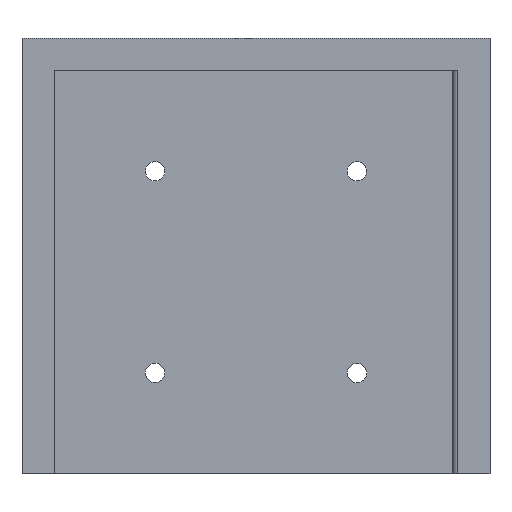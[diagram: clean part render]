
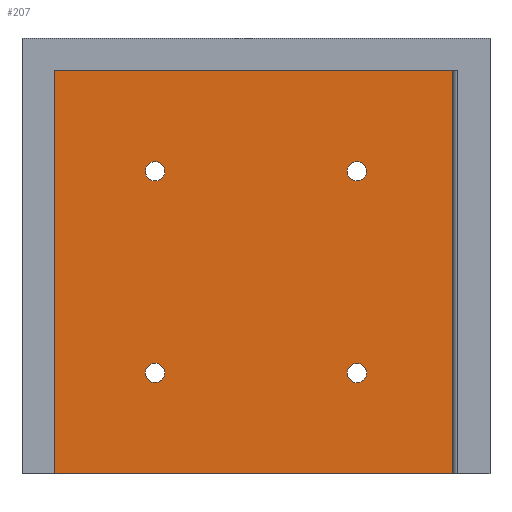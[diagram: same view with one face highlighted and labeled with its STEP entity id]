
A CAD part, top view. The second image highlights one B-rep face of the part: STEP entity #207.
In plain terms, the highlighted planar face has unit normal (0, 0, 1).
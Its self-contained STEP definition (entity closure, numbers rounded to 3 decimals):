
#20=FACE_BOUND('',#331,.T.);
#21=FACE_BOUND('',#332,.T.);
#22=FACE_BOUND('',#333,.T.);
#23=FACE_BOUND('',#334,.T.);
#114=B_SPLINE_CURVE_WITH_KNOTS('',1,(#1514,#1515),.UNSPECIFIED.,.F.,.F.,
(2,2),(0.,125.),.UNSPECIFIED.);
#118=B_SPLINE_CURVE_WITH_KNOTS('',1,(#1522,#1523),.UNSPECIFIED.,.F.,.F.,
(2,2),(125.,250.),.UNSPECIFIED.);
#121=B_SPLINE_CURVE_WITH_KNOTS('',1,(#1528,#1529),.UNSPECIFIED.,.F.,.F.,
(2,2),(250.,375.),.UNSPECIFIED.);
#123=B_SPLINE_CURVE_WITH_KNOTS('',1,(#1532,#1533),.UNSPECIFIED.,.F.,.F.,
(2,2),(375.,500.),.UNSPECIFIED.);
#207=ADVANCED_FACE('',(#264,#20,#21,#22,#23),#915,.T.);
#264=FACE_OUTER_BOUND('',#330,.T.);
#330=EDGE_LOOP('',(#569,#570,#571,#572));
#331=EDGE_LOOP('',(#573,#574));
#332=EDGE_LOOP('',(#575,#576));
#333=EDGE_LOOP('',(#577,#578));
#334=EDGE_LOOP('',(#579,#580));
#569=ORIENTED_EDGE('',*,*,#714,.T.);
#570=ORIENTED_EDGE('',*,*,#718,.T.);
#571=ORIENTED_EDGE('',*,*,#721,.T.);
#572=ORIENTED_EDGE('',*,*,#723,.T.);
#573=ORIENTED_EDGE('',*,*,#724,.T.);
#574=ORIENTED_EDGE('',*,*,#737,.T.);
#575=ORIENTED_EDGE('',*,*,#727,.T.);
#576=ORIENTED_EDGE('',*,*,#740,.T.);
#577=ORIENTED_EDGE('',*,*,#730,.T.);
#578=ORIENTED_EDGE('',*,*,#743,.T.);
#579=ORIENTED_EDGE('',*,*,#733,.T.);
#580=ORIENTED_EDGE('',*,*,#746,.T.);
#714=EDGE_CURVE('',#851,#850,#114,.T.);
#718=EDGE_CURVE('',#850,#853,#118,.T.);
#721=EDGE_CURVE('',#853,#855,#121,.T.);
#723=EDGE_CURVE('',#855,#851,#123,.T.);
#724=EDGE_CURVE('',#857,#864,#759,.T.);
#727=EDGE_CURVE('',#859,#866,#762,.T.);
#730=EDGE_CURVE('',#861,#868,#765,.T.);
#733=EDGE_CURVE('',#863,#870,#768,.T.);
#737=EDGE_CURVE('',#864,#857,#772,.T.);
#740=EDGE_CURVE('',#866,#859,#775,.T.);
#743=EDGE_CURVE('',#868,#861,#778,.T.);
#746=EDGE_CURVE('',#870,#863,#781,.T.);
#759=(
BOUNDED_CURVE()
B_SPLINE_CURVE(2,(#1534,#1535,#1536,#1537,#1538),.UNSPECIFIED.,.F.,.F.)
B_SPLINE_CURVE_WITH_KNOTS((3,2,3),(-18.85,-14.137,
-9.425),.UNSPECIFIED.)
CURVE()
GEOMETRIC_REPRESENTATION_ITEM()
RATIONAL_B_SPLINE_CURVE((1.,0.707,1.,0.707,1.))
REPRESENTATION_ITEM('')
);
#762=(
BOUNDED_CURVE()
B_SPLINE_CURVE(2,(#1546,#1547,#1548,#1549,#1550),.UNSPECIFIED.,.F.,.F.)
B_SPLINE_CURVE_WITH_KNOTS((3,2,3),(0.,4.712,9.425),
 .UNSPECIFIED.)
CURVE()
GEOMETRIC_REPRESENTATION_ITEM()
RATIONAL_B_SPLINE_CURVE((1.,0.707,1.,0.707,1.))
REPRESENTATION_ITEM('')
);
#765=(
BOUNDED_CURVE()
B_SPLINE_CURVE(2,(#1558,#1559,#1560,#1561,#1562),.UNSPECIFIED.,.F.,.F.)
B_SPLINE_CURVE_WITH_KNOTS((3,2,3),(-18.85,-14.137,
-9.425),.UNSPECIFIED.)
CURVE()
GEOMETRIC_REPRESENTATION_ITEM()
RATIONAL_B_SPLINE_CURVE((1.,0.707,1.,0.707,1.))
REPRESENTATION_ITEM('')
);
#768=(
BOUNDED_CURVE()
B_SPLINE_CURVE(2,(#1570,#1571,#1572,#1573,#1574),.UNSPECIFIED.,.F.,.F.)
B_SPLINE_CURVE_WITH_KNOTS((3,2,3),(0.,4.712,9.425),
 .UNSPECIFIED.)
CURVE()
GEOMETRIC_REPRESENTATION_ITEM()
RATIONAL_B_SPLINE_CURVE((1.,0.707,1.,0.707,1.))
REPRESENTATION_ITEM('')
);
#772=(
BOUNDED_CURVE()
B_SPLINE_CURVE(2,(#1584,#1585,#1586,#1587,#1588),.UNSPECIFIED.,.F.,.F.)
B_SPLINE_CURVE_WITH_KNOTS((3,2,3),(-9.425,-4.712,
0.),.UNSPECIFIED.)
CURVE()
GEOMETRIC_REPRESENTATION_ITEM()
RATIONAL_B_SPLINE_CURVE((1.,0.707,1.,0.707,1.))
REPRESENTATION_ITEM('')
);
#775=(
BOUNDED_CURVE()
B_SPLINE_CURVE(2,(#1596,#1597,#1598,#1599,#1600),.UNSPECIFIED.,.F.,.F.)
B_SPLINE_CURVE_WITH_KNOTS((3,2,3),(9.425,14.137,18.85),
 .UNSPECIFIED.)
CURVE()
GEOMETRIC_REPRESENTATION_ITEM()
RATIONAL_B_SPLINE_CURVE((1.,0.707,1.,0.707,1.))
REPRESENTATION_ITEM('')
);
#778=(
BOUNDED_CURVE()
B_SPLINE_CURVE(2,(#1608,#1609,#1610,#1611,#1612),.UNSPECIFIED.,.F.,.F.)
B_SPLINE_CURVE_WITH_KNOTS((3,2,3),(-9.425,-4.712,
0.),.UNSPECIFIED.)
CURVE()
GEOMETRIC_REPRESENTATION_ITEM()
RATIONAL_B_SPLINE_CURVE((1.,0.707,1.,0.707,1.))
REPRESENTATION_ITEM('')
);
#781=(
BOUNDED_CURVE()
B_SPLINE_CURVE(2,(#1620,#1621,#1622,#1623,#1624),.UNSPECIFIED.,.F.,.F.)
B_SPLINE_CURVE_WITH_KNOTS((3,2,3),(9.425,14.137,18.85),
 .UNSPECIFIED.)
CURVE()
GEOMETRIC_REPRESENTATION_ITEM()
RATIONAL_B_SPLINE_CURVE((1.,0.707,1.,0.707,1.))
REPRESENTATION_ITEM('')
);
#850=VERTEX_POINT('',#1488);
#851=VERTEX_POINT('',#1489);
#853=VERTEX_POINT('',#1491);
#855=VERTEX_POINT('',#1493);
#857=VERTEX_POINT('',#1495);
#859=VERTEX_POINT('',#1497);
#861=VERTEX_POINT('',#1499);
#863=VERTEX_POINT('',#1501);
#864=VERTEX_POINT('',#1502);
#866=VERTEX_POINT('',#1504);
#868=VERTEX_POINT('',#1506);
#870=VERTEX_POINT('',#1508);
#915=PLANE('',#990);
#990=AXIS2_PLACEMENT_3D('',#1405,#1037,$);
#1037=DIRECTION('',(0.,0.,1.));
#1405=CARTESIAN_POINT('',(0.,0.,0.5));
#1488=CARTESIAN_POINT('',(125.,0.,0.5));
#1489=CARTESIAN_POINT('',(0.,0.,0.5));
#1491=CARTESIAN_POINT('',(125.,125.,0.5));
#1493=CARTESIAN_POINT('',(0.,125.,0.5));
#1495=CARTESIAN_POINT('',(28.25,31.25,0.5));
#1497=CARTESIAN_POINT('',(96.75,31.25,0.5));
#1499=CARTESIAN_POINT('',(96.75,93.75,0.5));
#1501=CARTESIAN_POINT('',(28.25,93.75,0.5));
#1502=CARTESIAN_POINT('',(34.25,31.25,0.5));
#1504=CARTESIAN_POINT('',(90.75,31.25,0.5));
#1506=CARTESIAN_POINT('',(90.75,93.75,0.5));
#1508=CARTESIAN_POINT('',(34.25,93.75,0.5));
#1514=CARTESIAN_POINT('',(0.,0.,0.5));
#1515=CARTESIAN_POINT('',(125.,0.,0.5));
#1522=CARTESIAN_POINT('',(125.,0.,0.5));
#1523=CARTESIAN_POINT('',(125.,125.,0.5));
#1528=CARTESIAN_POINT('',(125.,125.,0.5));
#1529=CARTESIAN_POINT('',(0.,125.,0.5));
#1532=CARTESIAN_POINT('',(0.,125.,0.5));
#1533=CARTESIAN_POINT('',(0.,0.,0.5));
#1534=CARTESIAN_POINT('',(28.25,31.25,0.5));
#1535=CARTESIAN_POINT('',(28.25,34.25,0.5));
#1536=CARTESIAN_POINT('',(31.25,34.25,0.5));
#1537=CARTESIAN_POINT('',(34.25,34.25,0.5));
#1538=CARTESIAN_POINT('',(34.25,31.25,0.5));
#1546=CARTESIAN_POINT('',(96.75,31.25,0.5));
#1547=CARTESIAN_POINT('',(96.75,28.25,0.5));
#1548=CARTESIAN_POINT('',(93.75,28.25,0.5));
#1549=CARTESIAN_POINT('',(90.75,28.25,0.5));
#1550=CARTESIAN_POINT('',(90.75,31.25,0.5));
#1558=CARTESIAN_POINT('',(96.75,93.75,0.5));
#1559=CARTESIAN_POINT('',(96.75,90.75,0.5));
#1560=CARTESIAN_POINT('',(93.75,90.75,0.5));
#1561=CARTESIAN_POINT('',(90.75,90.75,0.5));
#1562=CARTESIAN_POINT('',(90.75,93.75,0.5));
#1570=CARTESIAN_POINT('',(28.25,93.75,0.5));
#1571=CARTESIAN_POINT('',(28.25,96.75,0.5));
#1572=CARTESIAN_POINT('',(31.25,96.75,0.5));
#1573=CARTESIAN_POINT('',(34.25,96.75,0.5));
#1574=CARTESIAN_POINT('',(34.25,93.75,0.5));
#1584=CARTESIAN_POINT('',(34.25,31.25,0.5));
#1585=CARTESIAN_POINT('',(34.25,28.25,0.5));
#1586=CARTESIAN_POINT('',(31.25,28.25,0.5));
#1587=CARTESIAN_POINT('',(28.25,28.25,0.5));
#1588=CARTESIAN_POINT('',(28.25,31.25,0.5));
#1596=CARTESIAN_POINT('',(90.75,31.25,0.5));
#1597=CARTESIAN_POINT('',(90.75,34.25,0.5));
#1598=CARTESIAN_POINT('',(93.75,34.25,0.5));
#1599=CARTESIAN_POINT('',(96.75,34.25,0.5));
#1600=CARTESIAN_POINT('',(96.75,31.25,0.5));
#1608=CARTESIAN_POINT('',(90.75,93.75,0.5));
#1609=CARTESIAN_POINT('',(90.75,96.75,0.5));
#1610=CARTESIAN_POINT('',(93.75,96.75,0.5));
#1611=CARTESIAN_POINT('',(96.75,96.75,0.5));
#1612=CARTESIAN_POINT('',(96.75,93.75,0.5));
#1620=CARTESIAN_POINT('',(34.25,93.75,0.5));
#1621=CARTESIAN_POINT('',(34.25,90.75,0.5));
#1622=CARTESIAN_POINT('',(31.25,90.75,0.5));
#1623=CARTESIAN_POINT('',(28.25,90.75,0.5));
#1624=CARTESIAN_POINT('',(28.25,93.75,0.5));
